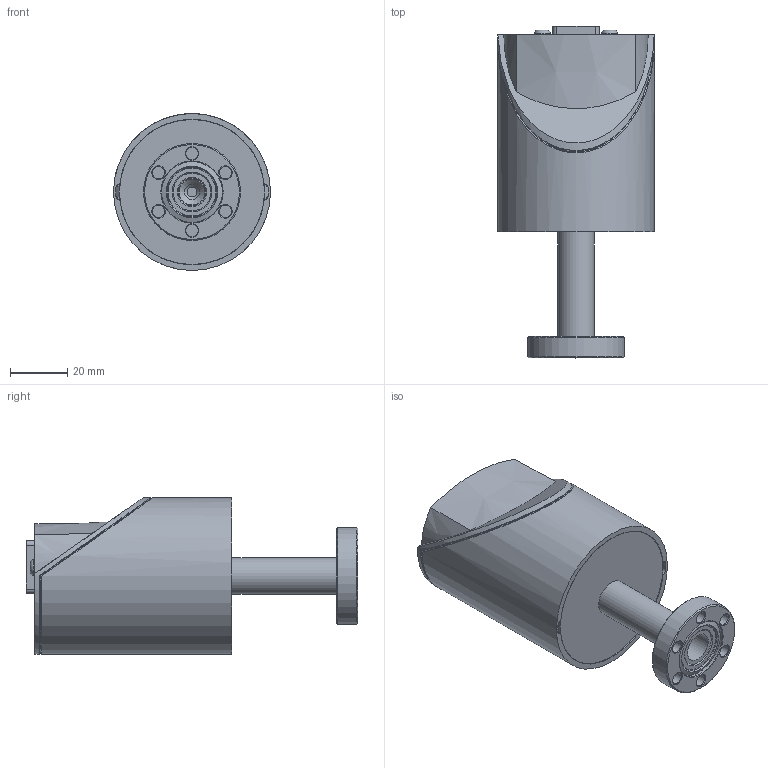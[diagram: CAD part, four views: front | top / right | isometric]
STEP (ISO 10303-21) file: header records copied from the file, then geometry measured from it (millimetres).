
FILE_DESCRIPTION((''),'2;1');
FILE_NAME('CMR36x_16CF.stp','2007-05-24T13:45:51',('BEM'),(''),'Autodesk Inventor 11','Autodesk Inventor 11','');
FILE_SCHEMA(('AUTOMOTIVE_DESIGN { 1 0 10303 214 1 1 1 1 }'));
Length unit declared in the file: millimetre
Products named in the file (1): Bauteil255
Bounding box: 55 x 116.3 x 55 mm (x, y, z)
Volume: 82204.3 mm3; surface area: 75323.3 mm2
Topology: 1 solids, 22 shells, 1634 faces, 4120 edges, 2705 vertices
Faces by surface type: plane 1141, cylinder 253, bspline 151, cone 80, torus 7, sphere 2
Full cylindrical faces by diameter (mm): 0.254 x1, 0.3 x3, 0.5 x10, 0.508 x1, 0.762 x12, 1.013 x1, 1.016 x8, 1.027 x1, 1.3 x1, 1.5 x2, 2.459 x4, 2.6 x3, 2.693 x2, 2.8 x1, 2.9 x1, 3 x6, 3.1 x4, 3.2 x5, 3.242 x1, 3.3 x1, 3.4 x1, 4 x4, 4.3 x1, 4.5 x2, 5.4 x1, 5.5 x2, 5.7 x2, 5.8 x1, 6 x3, 6.6 x3
Entity records: 52032 total; most frequent: CARTESIAN_POINT 14444, ORIENTED_EDGE 7622, DIRECTION 7248, EDGE_CURVE 3811, VECTOR 2738, LINE 2738, VERTEX_POINT 2622, AXIS2_PLACEMENT_3D 2255
